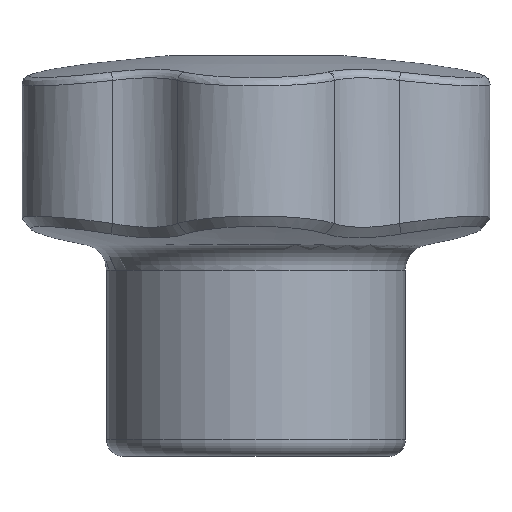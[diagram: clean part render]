
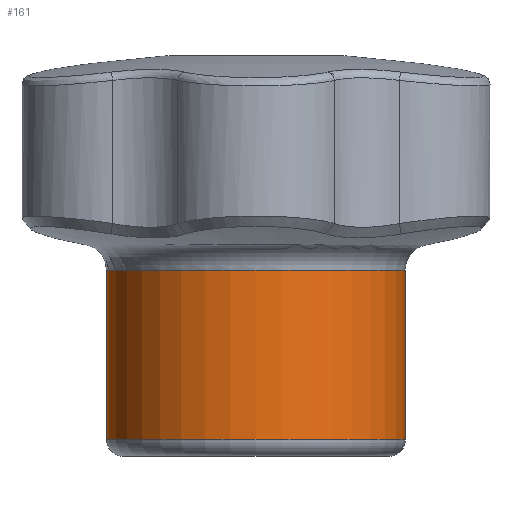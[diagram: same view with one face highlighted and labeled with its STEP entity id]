
A CAD part, front view. The second image highlights one B-rep face of the part: STEP entity #161.
In plain terms, the highlighted cylindrical face has radius 8.75 mm (diameter 17.5 mm), a full revolution.
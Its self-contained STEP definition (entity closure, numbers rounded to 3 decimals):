
#161 = ADVANCED_FACE( '', ( #327, #328 ), #329, .T. );
#327 = FACE_OUTER_BOUND( '', #3004, .T. );
#328 = FACE_OUTER_BOUND( '', #3005, .T. );
#329 = CYLINDRICAL_SURFACE( '', #3006, 8.75 );
#3004 = EDGE_LOOP( '', ( #3446 ) );
#3005 = EDGE_LOOP( '', ( #3447 ) );
#3006 = AXIS2_PLACEMENT_3D( '', #3448, #3449, #3450 );
#3446 = ORIENTED_EDGE( '', *, *, #3504, .T. );
#3447 = ORIENTED_EDGE( '', *, *, #3457, .T. );
#3448 = CARTESIAN_POINT( '', ( 0., 0., 23.65 ) );
#3449 = DIRECTION( '', ( 0., 0., -1. ) );
#3450 = DIRECTION( '', ( 1., 0., 0. ) );
#3457 = EDGE_CURVE( '', #3598, #3598, #3599, .F. );
#3504 = EDGE_CURVE( '', #3673, #3673, #3674, .T. );
#3598 = VERTEX_POINT( '', #3797 );
#3599 = CIRCLE( '', #3798, 8.75 );
#3673 = VERTEX_POINT( '', #4658 );
#3674 = CIRCLE( '', #4659, 8.75 );
#3797 = CARTESIAN_POINT( '', ( 8.75, 0., 10.917 ) );
#3798 = AXIS2_PLACEMENT_3D( '', #5796, #5797, #5798 );
#4658 = CARTESIAN_POINT( '', ( 8.75, 0., 1. ) );
#4659 = AXIS2_PLACEMENT_3D( '', #5841, #5842, #5843 );
#5796 = CARTESIAN_POINT( '', ( 0., 0., 10.917 ) );
#5797 = DIRECTION( '', ( 0., 0., 1. ) );
#5798 = DIRECTION( '', ( 1., 0., 0. ) );
#5841 = CARTESIAN_POINT( '', ( 0., 0., 1. ) );
#5842 = DIRECTION( '', ( 0., 0., 1. ) );
#5843 = DIRECTION( '', ( 1., 0., 0. ) );
